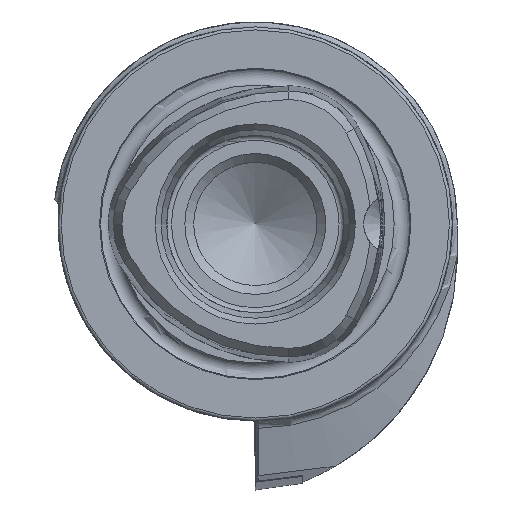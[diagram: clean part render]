
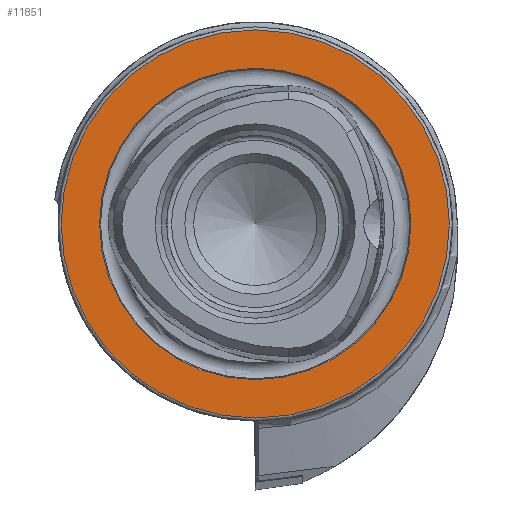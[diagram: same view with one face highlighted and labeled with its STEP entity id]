
A CAD part, left-side view. The second image highlights one B-rep face of the part: STEP entity #11851.
In plain terms, the highlighted planar face has unit normal (-1, 0, 0).
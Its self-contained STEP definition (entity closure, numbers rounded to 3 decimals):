
#468 = AXIS2_PLACEMENT_3D ( 'NONE', #8073, #6712, #6626 ) ;
#2068 = EDGE_LOOP ( 'NONE', ( #15246 ) ) ;
#4065 = VERTEX_POINT ( 'NONE', #9143 ) ;
#4067 = EDGE_CURVE ( 'NONE', #4065, #4065, #7390, .T. ) ;
#4612 = EDGE_LOOP ( 'NONE', ( #8123 ) ) ;
#5502 = DIRECTION ( 'NONE',  ( 0., 0., -1. ) ) ;
#5578 = FACE_OUTER_BOUND ( 'NONE', #2068, .T. ) ;
#6319 = EDGE_CURVE ( 'NONE', #12745, #12745, #7259, .T. ) ;
#6626 = DIRECTION ( 'NONE',  ( 0., 0., 1. ) ) ;
#6712 = DIRECTION ( 'NONE',  ( -1., 0., 0. ) ) ;
#6864 = CARTESIAN_POINT ( 'NONE',  ( 0., 15.8, 0. ) ) ;
#7187 = DIRECTION ( 'NONE',  ( -1., 0., 0. ) ) ;
#7259 = CIRCLE ( 'NONE', #8293, 19.7 ) ;
#7390 = CIRCLE ( 'NONE', #468, 15.8 ) ;
#7747 = PLANE ( 'NONE',  #9955 ) ;
#7827 = FACE_BOUND ( 'NONE', #4612, .T. ) ;
#8073 = CARTESIAN_POINT ( 'NONE',  ( 0., 0., 0. ) ) ;
#8123 = ORIENTED_EDGE ( 'NONE', *, *, #4067, .F. ) ;
#8293 = AXIS2_PLACEMENT_3D ( 'NONE', #13519, #7187, #14582 ) ;
#9143 = CARTESIAN_POINT ( 'NONE',  ( 0., 0., 15.8 ) ) ;
#9955 = AXIS2_PLACEMENT_3D ( 'NONE', #6864, #10343, #5502 ) ;
#10343 = DIRECTION ( 'NONE',  ( 1., 0., 0. ) ) ;
#11851 = ADVANCED_FACE ( 'NONE', ( #7827, #5578 ), #7747, .F. ) ;
#12745 = VERTEX_POINT ( 'NONE', #14207 ) ;
#13519 = CARTESIAN_POINT ( 'NONE',  ( 0., 0., 0. ) ) ;
#14207 = CARTESIAN_POINT ( 'NONE',  ( 0., 0., 19.7 ) ) ;
#14582 = DIRECTION ( 'NONE',  ( 0., 0., 1. ) ) ;
#15246 = ORIENTED_EDGE ( 'NONE', *, *, #6319, .T. ) ;
